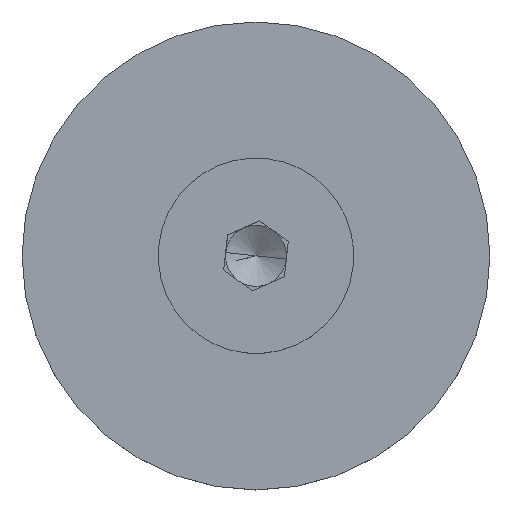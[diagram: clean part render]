
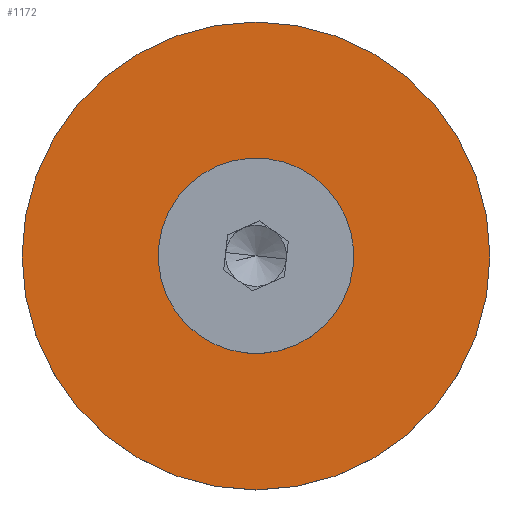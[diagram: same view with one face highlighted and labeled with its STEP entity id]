
A CAD part, top view. The second image highlights one B-rep face of the part: STEP entity #1172.
In plain terms, the highlighted planar face has unit normal (0, 0, 1).
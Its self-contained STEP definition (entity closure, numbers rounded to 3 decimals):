
#106 = DIRECTION ( 'NONE',  ( 1., 0., 0. ) ) ;
#235 = EDGE_LOOP ( 'NONE', ( #1949, #518 ) ) ;
#264 = DIRECTION ( 'NONE',  ( 1., 0., 0. ) ) ;
#277 = VERTEX_POINT ( 'NONE', #733 ) ;
#280 = CARTESIAN_POINT ( 'NONE',  ( 0., 0., 57. ) ) ;
#388 = AXIS2_PLACEMENT_3D ( 'NONE', #1943, #1745, #1248 ) ;
#493 = ORIENTED_EDGE ( 'NONE', *, *, #866, .T. ) ;
#518 = ORIENTED_EDGE ( 'NONE', *, *, #957, .T. ) ;
#733 = CARTESIAN_POINT ( 'NONE',  ( 23., 0., 57. ) ) ;
#763 = ORIENTED_EDGE ( 'NONE', *, *, #1095, .T. ) ;
#822 = DIRECTION ( 'NONE',  ( 0., 0., -1. ) ) ;
#843 = FACE_OUTER_BOUND ( 'NONE', #1113, .T. ) ;
#863 = CIRCLE ( 'NONE', #2154, 6. ) ;
#866 = EDGE_CURVE ( 'NONE', #1979, #277, #1606, .T. ) ;
#894 = CARTESIAN_POINT ( 'NONE',  ( -23., 0., 57. ) ) ;
#957 = EDGE_CURVE ( 'NONE', #1582, #1261, #863, .T. ) ;
#999 = CARTESIAN_POINT ( 'NONE',  ( 0., 0., 57. ) ) ;
#1095 = EDGE_CURVE ( 'NONE', #277, #1979, #1424, .T. ) ;
#1113 = EDGE_LOOP ( 'NONE', ( #763, #493 ) ) ;
#1172 = ADVANCED_FACE ( 'NONE', ( #1681, #843 ), #1514, .T. ) ;
#1248 = DIRECTION ( 'NONE',  ( 1., 0., 0. ) ) ;
#1261 = VERTEX_POINT ( 'NONE', #1622 ) ;
#1337 = DIRECTION ( 'NONE',  ( 0., 0., 1. ) ) ;
#1424 = CIRCLE ( 'NONE', #1708, 23. ) ;
#1457 = AXIS2_PLACEMENT_3D ( 'NONE', #2181, #1337, #264 ) ;
#1502 = DIRECTION ( 'NONE',  ( 0., 0., -1. ) ) ;
#1514 = PLANE ( 'NONE',  #1457 ) ;
#1550 = EDGE_CURVE ( 'NONE', #1261, #1582, #1853, .T. ) ;
#1582 = VERTEX_POINT ( 'NONE', #2122 ) ;
#1606 = CIRCLE ( 'NONE', #388, 23. ) ;
#1622 = CARTESIAN_POINT ( 'NONE',  ( 6., 0., 57. ) ) ;
#1668 = DIRECTION ( 'NONE',  ( 0., 0., 1. ) ) ;
#1681 = FACE_BOUND ( 'NONE', #235, .T. ) ;
#1708 = AXIS2_PLACEMENT_3D ( 'NONE', #999, #1668, #106 ) ;
#1745 = DIRECTION ( 'NONE',  ( 0., 0., 1. ) ) ;
#1853 = CIRCLE ( 'NONE', #1917, 6. ) ;
#1917 = AXIS2_PLACEMENT_3D ( 'NONE', #280, #1502, #2173 ) ;
#1943 = CARTESIAN_POINT ( 'NONE',  ( 0., 0., 57. ) ) ;
#1949 = ORIENTED_EDGE ( 'NONE', *, *, #1550, .T. ) ;
#1979 = VERTEX_POINT ( 'NONE', #894 ) ;
#2000 = DIRECTION ( 'NONE',  ( 1., 0., 0. ) ) ;
#2122 = CARTESIAN_POINT ( 'NONE',  ( -6., 0., 57. ) ) ;
#2148 = CARTESIAN_POINT ( 'NONE',  ( 0., 0., 57. ) ) ;
#2154 = AXIS2_PLACEMENT_3D ( 'NONE', #2148, #822, #2000 ) ;
#2173 = DIRECTION ( 'NONE',  ( 1., 0., 0. ) ) ;
#2181 = CARTESIAN_POINT ( 'NONE',  ( 0., 0., 57. ) ) ;
